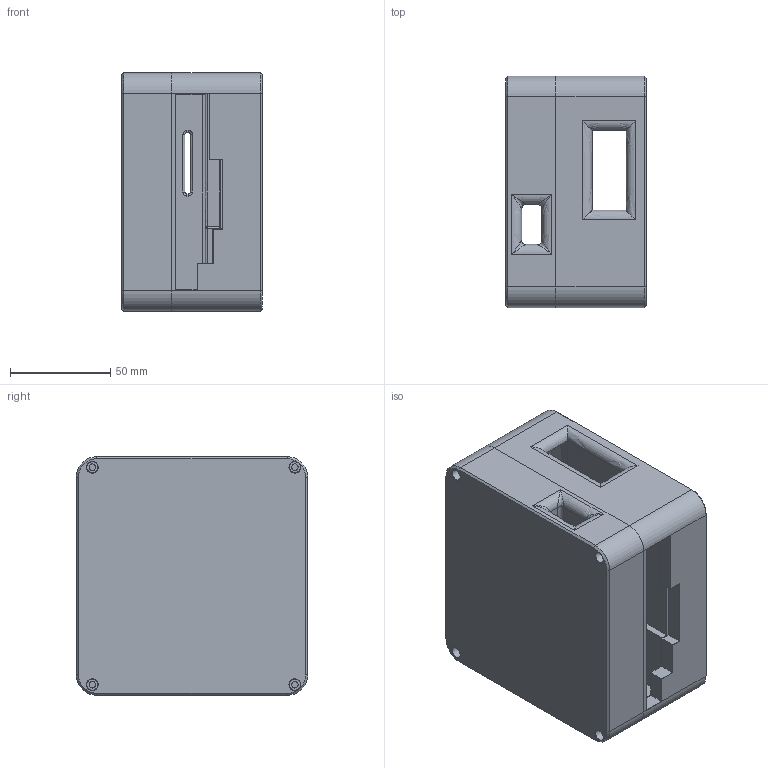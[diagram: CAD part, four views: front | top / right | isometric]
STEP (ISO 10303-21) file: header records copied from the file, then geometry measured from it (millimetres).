
FILE_DESCRIPTION(/* description */ (''),/* implementation_level */ '2;1');
FILE_NAME(/* name */ 'Case_v1.5_wGIPO.step',/* time_stamp */ '2026-01-28T18:55:12-05:00',/* author */ (''),/* organization */ (''),/* preprocessor_version */ 'ST-DEVELOPER v20.1',/* originating_system */ 'Autodesk Translation Framework v14.24.0.0',/* authorisation */ '');
FILE_SCHEMA (('AUTOMOTIVE_DESIGN { 1 0 10303 214 3 1 1 }'));
Length unit declared in the file: millimetre
Products named in the file (3): 2026-01-28-18-55-11-747; 2026-01-28-18-55-11-750; 2026-01-28-18-55-11-751
Assembly tree (2 placements, depth 2):
  2026-01-28-18-55-11-747
    2026-01-28-18-55-11-750
    2026-01-28-18-55-11-751
Bounding box: 70 x 115.5 x 119 mm (x, y, z)
Volume: 472762.9 mm3; surface area: 113948.3 mm2
Topology: 2 solids, 2 shells, 377 faces, 902 edges, 509 vertices
Faces by surface type: bspline 191, plane 146, cylinder 28, cone 12
Full cylindrical faces by diameter (mm): 3.3 x4, 4 x4, 5.5 x4, 37 x1
Entity records: 26050 total; most frequent: CARTESIAN_POINT 18571, ORIENTED_EDGE 1766, DIRECTION 1033, EDGE_CURVE 883, VERTEX_POINT 511, LINE 495, VECTOR 495, EDGE_LOOP 404
